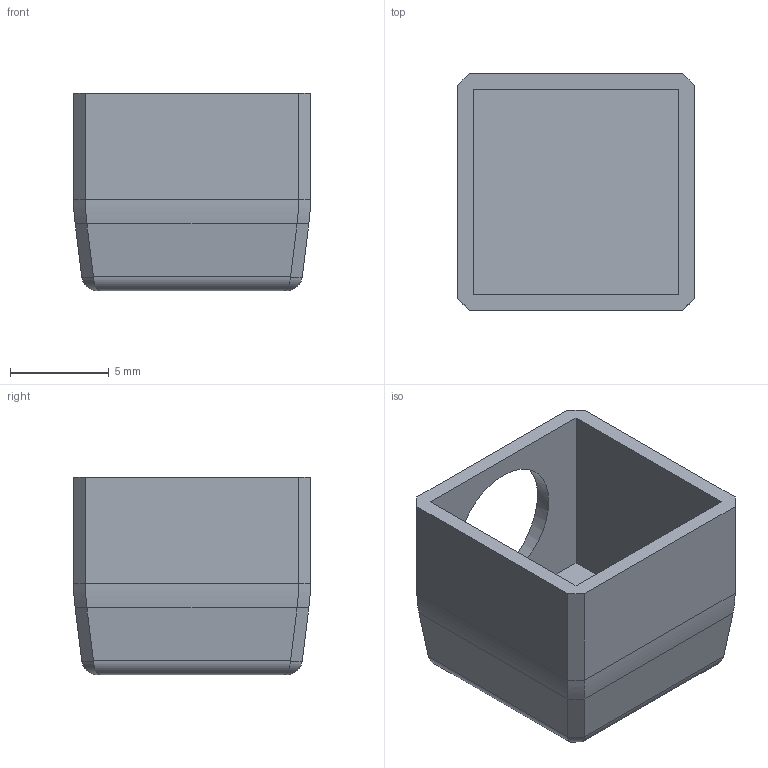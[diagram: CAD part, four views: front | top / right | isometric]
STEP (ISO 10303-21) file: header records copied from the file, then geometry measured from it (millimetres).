
FILE_DESCRIPTION(/* description */ (''),/* implementation_level */ '2;1');
FILE_NAME(/* name */ 'ENDCAP_BED-EXTRUSION_V01.step',/* time_stamp */ '2023-01-20T18:34:06+01:00',/* author */ (''),/* organization */ (''),/* preprocessor_version */ 'ST-DEVELOPER v19.2',/* originating_system */ 'Autodesk Translation Framework v11.17.0.187',/* authorisation */ '');
FILE_SCHEMA (('AUTOMOTIVE_DESIGN { 1 0 10303 214 3 1 1 }'));
Length unit declared in the file: millimetre
Products named in the file (1): ENDCAP_BED-EXTRUSION_V01_PR
Bounding box: 12 x 12 x 10 mm (x, y, z)
Volume: 382 mm3; surface area: 1035.4 mm2
Topology: 1 solids, 1 shells, 41 faces, 101 edges, 62 vertices
Faces by surface type: plane 23, cylinder 14, bspline 4
Full cylindrical faces by diameter (mm): 6.5 x1
Entity records: 1361 total; most frequent: CARTESIAN_POINT 343, DIRECTION 203, ORIENTED_EDGE 202, EDGE_CURVE 101, LINE 71, VECTOR 71, AXIS2_PLACEMENT_3D 66, VERTEX_POINT 62
